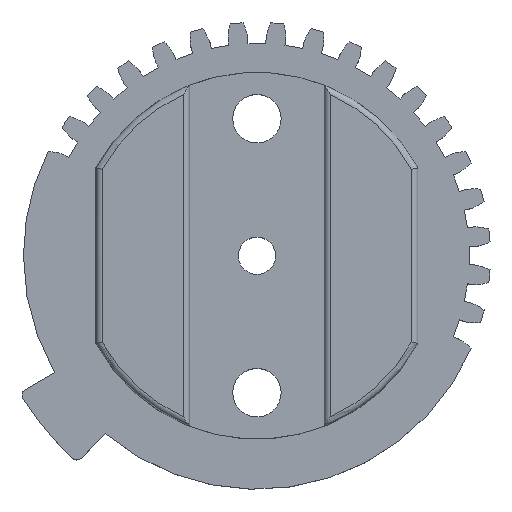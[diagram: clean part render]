
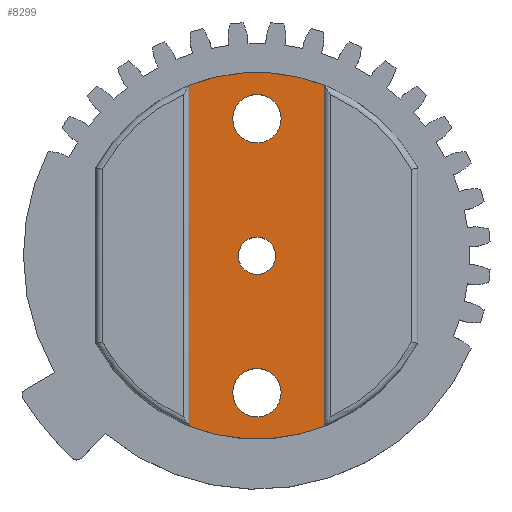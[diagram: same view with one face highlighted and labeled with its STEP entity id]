
A CAD part, top view. The second image highlights one B-rep face of the part: STEP entity #8299.
In plain terms, the highlighted planar face has unit normal (0, 0, 1).
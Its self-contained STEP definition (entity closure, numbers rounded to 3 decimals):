
#489 = ORIENTED_EDGE ( 'NONE', *, *, #10765, .T. ) ;
#725 = ORIENTED_EDGE ( 'NONE', *, *, #12794, .F. ) ;
#833 = EDGE_CURVE ( 'NONE', #2496, #8717, #15282, .T. ) ;
#843 = CARTESIAN_POINT ( 'NONE',  ( -1.943, -11., 6.2 ) ) ;
#1148 = DIRECTION ( 'NONE',  ( -1., 0., 0. ) ) ;
#1236 = FACE_BOUND ( 'NONE', #8291, .T. ) ;
#1529 = EDGE_CURVE ( 'NONE', #5026, #14058, #11850, .T. ) ;
#2173 = EDGE_LOOP ( 'NONE', ( #725, #2805 ) ) ;
#2228 = VERTEX_POINT ( 'NONE', #6438 ) ;
#2260 = VECTOR ( 'NONE', #12742, 1000. ) ;
#2454 = DIRECTION ( 'NONE',  ( 0., 0., 1. ) ) ;
#2496 = VERTEX_POINT ( 'NONE', #12892 ) ;
#2536 = VECTOR ( 'NONE', #7047, 1000. ) ;
#2805 = ORIENTED_EDGE ( 'NONE', *, *, #6142, .F. ) ;
#2988 = CIRCLE ( 'NONE', #14496, 1.943 ) ;
#3004 = EDGE_LOOP ( 'NONE', ( #13677, #11015, #489, #3509 ) ) ;
#3227 = CARTESIAN_POINT ( 'NONE',  ( 0., 11., 6.2 ) ) ;
#3360 = EDGE_CURVE ( 'NONE', #8717, #2496, #13575, .T. ) ;
#3469 = DIRECTION ( 'NONE',  ( -1., 0., 0. ) ) ;
#3497 = DIRECTION ( 'NONE',  ( 0., 0., 1. ) ) ;
#3499 = CARTESIAN_POINT ( 'NONE',  ( 0., 11., 6.2 ) ) ;
#3509 = ORIENTED_EDGE ( 'NONE', *, *, #9958, .T. ) ;
#3798 = CARTESIAN_POINT ( 'NONE',  ( -5.408, -13.696, 6.2 ) ) ;
#3940 = AXIS2_PLACEMENT_3D ( 'NONE', #12173, #5067, #13265 ) ;
#3976 = ORIENTED_EDGE ( 'NONE', *, *, #833, .T. ) ;
#4168 = FACE_OUTER_BOUND ( 'NONE', #3004, .T. ) ;
#4186 = AXIS2_PLACEMENT_3D ( 'NONE', #4808, #4786, #4760 ) ;
#4470 = DIRECTION ( 'NONE',  ( -1., 0., 0. ) ) ;
#4760 = DIRECTION ( 'NONE',  ( 0., 1., 0. ) ) ;
#4786 = DIRECTION ( 'NONE',  ( 0., 0., -1. ) ) ;
#4808 = CARTESIAN_POINT ( 'NONE',  ( 0., 0., 6.2 ) ) ;
#5026 = VERTEX_POINT ( 'NONE', #11493 ) ;
#5067 = DIRECTION ( 'NONE',  ( 0., 0., 1. ) ) ;
#5567 = CARTESIAN_POINT ( 'NONE',  ( 0., -11., 6.2 ) ) ;
#5720 = VERTEX_POINT ( 'NONE', #6475 ) ;
#5932 = ORIENTED_EDGE ( 'NONE', *, *, #9178, .F. ) ;
#6112 = CARTESIAN_POINT ( 'NONE',  ( 0., 0., 6.2 ) ) ;
#6142 = EDGE_CURVE ( 'NONE', #5720, #14068, #6590, .T. ) ;
#6199 = AXIS2_PLACEMENT_3D ( 'NONE', #9707, #2454, #10894 ) ;
#6438 = CARTESIAN_POINT ( 'NONE',  ( -5.408, 13.696, 6.2 ) ) ;
#6475 = CARTESIAN_POINT ( 'NONE',  ( -1.943, 11., 6.2 ) ) ;
#6590 = CIRCLE ( 'NONE', #14353, 1.943 ) ;
#6742 = DIRECTION ( 'NONE',  ( -1., 0., 0. ) ) ;
#6790 = ORIENTED_EDGE ( 'NONE', *, *, #3360, .T. ) ;
#6804 = EDGE_LOOP ( 'NONE', ( #6790, #3976 ) ) ;
#7047 = DIRECTION ( 'NONE',  ( 0., -1., 0. ) ) ;
#7289 = DIRECTION ( 'NONE',  ( 0., 0., -1. ) ) ;
#7377 = FACE_BOUND ( 'NONE', #2173, .T. ) ;
#7532 = CIRCLE ( 'NONE', #8755, 14.725 ) ;
#7582 = VERTEX_POINT ( 'NONE', #843 ) ;
#7808 = CIRCLE ( 'NONE', #3940, 1.943 ) ;
#8291 = EDGE_LOOP ( 'NONE', ( #10616, #5932 ) ) ;
#8299 = ADVANCED_FACE ( 'NONE', ( #7377, #10543, #1236, #4168 ), #9367, .F. ) ;
#8459 = DIRECTION ( 'NONE',  ( 0., 0., 1. ) ) ;
#8475 = CARTESIAN_POINT ( 'NONE',  ( 5.408, 13.696, 6.2 ) ) ;
#8717 = VERTEX_POINT ( 'NONE', #9351 ) ;
#8755 = AXIS2_PLACEMENT_3D ( 'NONE', #15246, #8459, #1148 ) ;
#8865 = EDGE_CURVE ( 'NONE', #13528, #5026, #7532, .T. ) ;
#9178 = EDGE_CURVE ( 'NONE', #7582, #11179, #11781, .T. ) ;
#9267 = AXIS2_PLACEMENT_3D ( 'NONE', #5567, #13690, #6742 ) ;
#9319 = CIRCLE ( 'NONE', #6199, 14.725 ) ;
#9351 = CARTESIAN_POINT ( 'NONE',  ( 1.5, 0., 6.2 ) ) ;
#9367 = PLANE ( 'NONE',  #10146 ) ;
#9423 = CARTESIAN_POINT ( 'NONE',  ( -5.408, 13.777, 6.2 ) ) ;
#9707 = CARTESIAN_POINT ( 'NONE',  ( 0., 0., 6.2 ) ) ;
#9958 = EDGE_CURVE ( 'NONE', #2228, #13528, #12127, .T. ) ;
#10146 = AXIS2_PLACEMENT_3D ( 'NONE', #6112, #7289, #15263 ) ;
#10543 = FACE_BOUND ( 'NONE', #6804, .T. ) ;
#10616 = ORIENTED_EDGE ( 'NONE', *, *, #11249, .F. ) ;
#10765 = EDGE_CURVE ( 'NONE', #14058, #2228, #9319, .T. ) ;
#10894 = DIRECTION ( 'NONE',  ( -1., 0., 0. ) ) ;
#11015 = ORIENTED_EDGE ( 'NONE', *, *, #1529, .T. ) ;
#11179 = VERTEX_POINT ( 'NONE', #14145 ) ;
#11249 = EDGE_CURVE ( 'NONE', #11179, #7582, #7808, .T. ) ;
#11493 = CARTESIAN_POINT ( 'NONE',  ( 5.408, -13.696, 6.2 ) ) ;
#11517 = DIRECTION ( 'NONE',  ( 0., 1., 0. ) ) ;
#11598 = DIRECTION ( 'NONE',  ( 0., 0., 1. ) ) ;
#11613 = DIRECTION ( 'NONE',  ( 0., 0., -1. ) ) ;
#11781 = CIRCLE ( 'NONE', #9267, 1.943 ) ;
#11850 = LINE ( 'NONE', #12606, #2260 ) ;
#12024 = CARTESIAN_POINT ( 'NONE',  ( 0., 0., 6.2 ) ) ;
#12037 = CARTESIAN_POINT ( 'NONE',  ( 1.943, 11., 6.2 ) ) ;
#12127 = LINE ( 'NONE', #9423, #2536 ) ;
#12173 = CARTESIAN_POINT ( 'NONE',  ( 0., -11., 6.2 ) ) ;
#12606 = CARTESIAN_POINT ( 'NONE',  ( 5.408, -13.777, 6.2 ) ) ;
#12742 = DIRECTION ( 'NONE',  ( 0., 1., 0. ) ) ;
#12794 = EDGE_CURVE ( 'NONE', #14068, #5720, #2988, .T. ) ;
#12892 = CARTESIAN_POINT ( 'NONE',  ( -1.5, 0., 6.2 ) ) ;
#13265 = DIRECTION ( 'NONE',  ( -1., 0., 0. ) ) ;
#13528 = VERTEX_POINT ( 'NONE', #3798 ) ;
#13575 = CIRCLE ( 'NONE', #4186, 1.5 ) ;
#13677 = ORIENTED_EDGE ( 'NONE', *, *, #8865, .T. ) ;
#13690 = DIRECTION ( 'NONE',  ( 0., 0., 1. ) ) ;
#14058 = VERTEX_POINT ( 'NONE', #8475 ) ;
#14068 = VERTEX_POINT ( 'NONE', #12037 ) ;
#14129 = AXIS2_PLACEMENT_3D ( 'NONE', #12024, #11613, #11517 ) ;
#14145 = CARTESIAN_POINT ( 'NONE',  ( 1.943, -11., 6.2 ) ) ;
#14353 = AXIS2_PLACEMENT_3D ( 'NONE', #3499, #3497, #3469 ) ;
#14496 = AXIS2_PLACEMENT_3D ( 'NONE', #3227, #11598, #4470 ) ;
#15246 = CARTESIAN_POINT ( 'NONE',  ( 0., 0., 6.2 ) ) ;
#15263 = DIRECTION ( 'NONE',  ( 0., 1., 0. ) ) ;
#15282 = CIRCLE ( 'NONE', #14129, 1.5 ) ;
